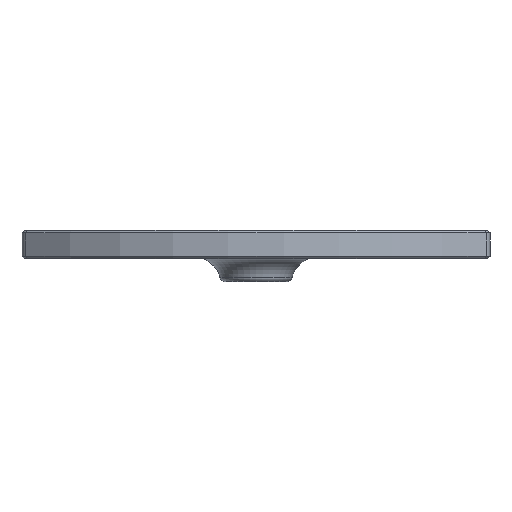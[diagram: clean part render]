
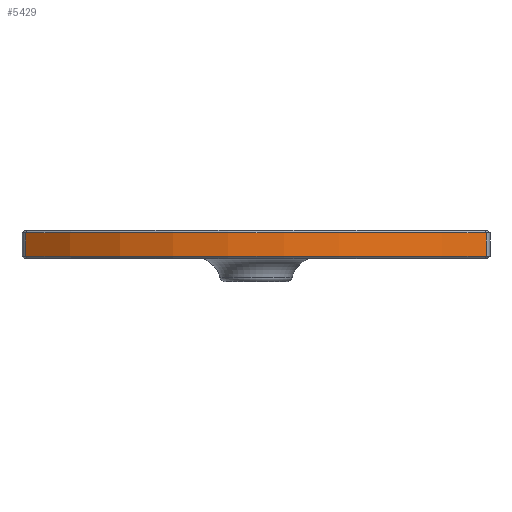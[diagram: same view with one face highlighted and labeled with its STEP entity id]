
A CAD part, front view. The second image highlights one B-rep face of the part: STEP entity #5429.
In plain terms, the highlighted cylindrical face has radius 72 mm (diameter 144 mm), a partial arc.
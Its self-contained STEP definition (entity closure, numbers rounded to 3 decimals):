
#71=CYLINDRICAL_SURFACE('',#5839,72.);
#561=LINE('',#9481,#1127);
#562=LINE('',#9485,#1128);
#1127=VECTOR('',#7048,10.);
#1128=VECTOR('',#7053,10.);
#1663=FACE_OUTER_BOUND('',#1993,.T.);
#1993=EDGE_LOOP('',(#4679,#4680,#4681,#4682));
#2168=CIRCLE('',#5824,72.);
#2175=CIRCLE('',#5840,72.);
#2661=VERTEX_POINT('',#9350);
#2679=VERTEX_POINT('',#9422);
#2692=VERTEX_POINT('',#9480);
#2693=VERTEX_POINT('',#9484);
#3374=EDGE_CURVE('',#2661,#2679,#2168,.T.);
#3394=EDGE_CURVE('',#2679,#2692,#561,.T.);
#3396=EDGE_CURVE('',#2693,#2661,#562,.T.);
#3397=EDGE_CURVE('',#2692,#2693,#2175,.T.);
#4679=ORIENTED_EDGE('',*,*,#3374,.F.);
#4680=ORIENTED_EDGE('',*,*,#3396,.F.);
#4681=ORIENTED_EDGE('',*,*,#3397,.F.);
#4682=ORIENTED_EDGE('',*,*,#3394,.F.);
#5429=ADVANCED_FACE('',(#1663),#71,.T.);
#5824=AXIS2_PLACEMENT_3D('',#9426,#7009,#7010);
#5839=AXIS2_PLACEMENT_3D('',#9483,#7051,#7052);
#5840=AXIS2_PLACEMENT_3D('',#9486,#7054,#7055);
#7009=DIRECTION('center_axis',(0.,0.,1.));
#7010=DIRECTION('ref_axis',(-0.7,-0.715,0.));
#7048=DIRECTION('',(0.,0.,-1.));
#7051=DIRECTION('center_axis',(0.,0.,1.));
#7052=DIRECTION('ref_axis',(-0.7,-0.715,0.));
#7053=DIRECTION('',(0.,0.,1.));
#7054=DIRECTION('center_axis',(0.,0.,-1.));
#7055=DIRECTION('ref_axis',(-0.7,-0.715,0.));
#9350=CARTESIAN_POINT('',(-48.561,-53.158,5.5));
#9422=CARTESIAN_POINT('',(48.561,-53.158,5.5));
#9426=CARTESIAN_POINT('Origin',(0.,0.,
5.5));
#9480=CARTESIAN_POINT('',(48.561,-53.158,0.5));
#9481=CARTESIAN_POINT('',(48.561,-53.158,0.));
#9483=CARTESIAN_POINT('Origin',(0.,0.,
0.));
#9484=CARTESIAN_POINT('',(-48.561,-53.158,0.5));
#9485=CARTESIAN_POINT('',(-48.561,-53.158,0.));
#9486=CARTESIAN_POINT('Origin',(0.,0.,
0.5));
